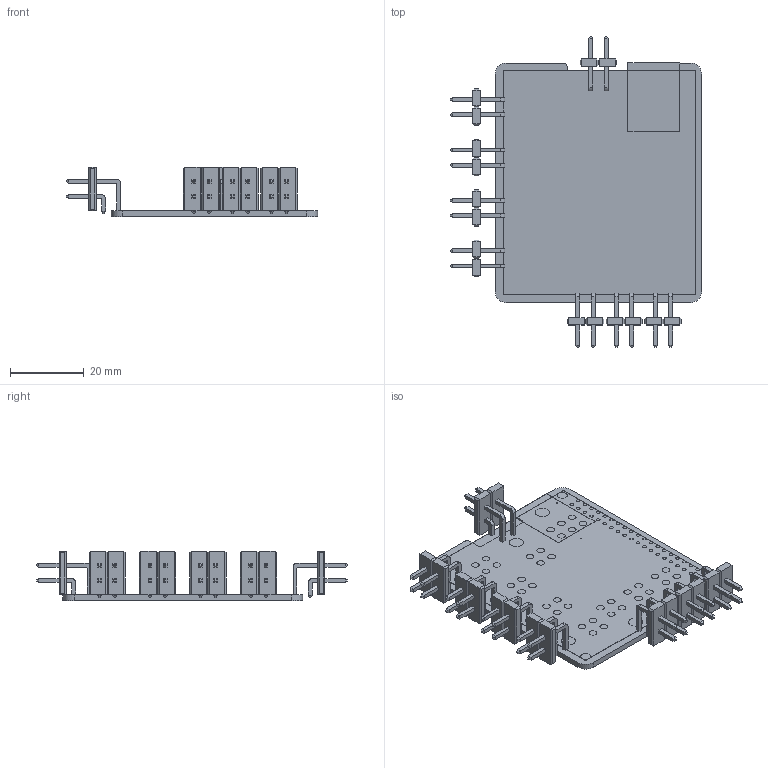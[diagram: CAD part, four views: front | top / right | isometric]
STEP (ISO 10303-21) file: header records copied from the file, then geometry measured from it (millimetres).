
FILE_DESCRIPTION(/* description */ (''),/* implementation_level */ '2;1');
FILE_NAME(/* name */ '8031264c-c0da-436c-ad2d-63d77e20a177.stp',/* time_stamp */ '2020-02-17T16:29:25+00:00',/* author */ (''),/* organization */ (''),/* preprocessor_version */ 'ST-DEVELOPER v18',/* originating_system */ 'Autodesk Translation Framework v8.12.0.6',/* authorisation */ '');
FILE_SCHEMA (('AUTOMOTIVE_DESIGN { 1 0 10303 214 3 1 1 }'));
Length unit declared in the file: millimetre
Products named in the file (7): 8031264c-c0da-436c-ad2d-63d77e20a177; PCB Component; Board; 4.7k; 1-770969-0; 1-770968-0; RPI
Assembly tree (25 placements, depth 3):
  8031264c-c0da-436c-ad2d-63d77e20a177
    PCB Component
      Board
      4.7k  x13
      1-770969-0
      1-770968-0  x8
      RPI
Bounding box: 68.17 x 84.34 x 13.53 mm (x, y, z)
Volume: 7832.6 mm3; surface area: 19380.6 mm2
Topology: 24 solids, 24 shells, 1113 faces, 2587 edges, 1586 vertices
Faces by surface type: plane 948, cylinder 165
Full cylindrical faces by diameter (mm): 0.35 x2, 1 x40, 2.07 x38, 2.75 x4, 3.86 x9
Entity records: 8333 total; most frequent: DIRECTION 1391, CARTESIAN_POINT 1296, ORIENTED_EDGE 1246, EDGE_CURVE 623, AXIS2_PLACEMENT_3D 493, EDGE_LOOP 437, LINE 405, VECTOR 405
